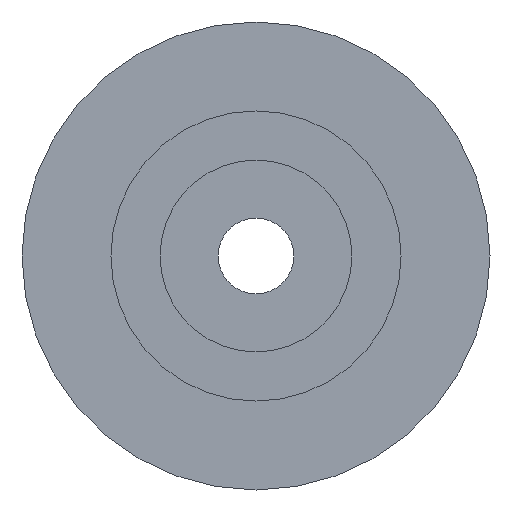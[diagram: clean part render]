
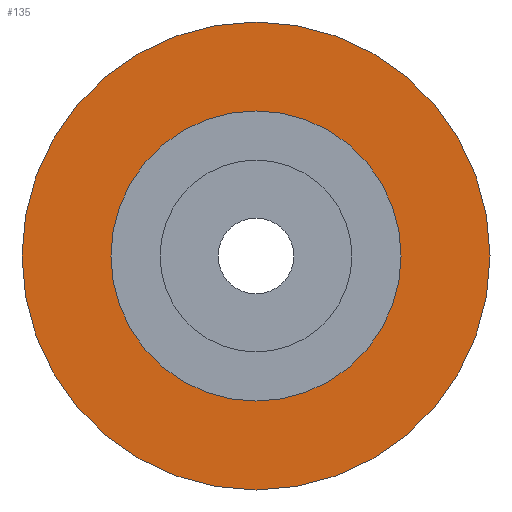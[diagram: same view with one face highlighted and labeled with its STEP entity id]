
A CAD part, left-side view. The second image highlights one B-rep face of the part: STEP entity #135.
In plain terms, the highlighted planar face has unit normal (-1, 0, 0).
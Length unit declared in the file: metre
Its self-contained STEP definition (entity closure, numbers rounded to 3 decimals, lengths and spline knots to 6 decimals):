
#108=CARTESIAN_POINT($,(-0.0055,0.,0.025));
#109=DIRECTION($,(1.,0.,0.));
#110=DIRECTION($,(0.,0.,-1.));
#111=AXIS2_PLACEMENT_3D($,#108,#109,#110);
#112=PLANE($,#111);
#113=DIRECTION($,(1.,0.,0.));
#114=DIRECTION($,(0.,0.,-1.));
#115=CARTESIAN_POINT($,(-0.0055,0.,0.));
#116=AXIS2_PLACEMENT_3D($,#115,#113,#114);
#117=CIRCLE($,#116,0.025);
#118=CARTESIAN_POINT($,(-0.0055,0.,-0.025));
#119=VERTEX_POINT('fictive',#118);
#120=EDGE_CURVE($,#119,#119,#117,.T.);
#121=ORIENTED_EDGE($,*,*,#120,.F.);
#122=EDGE_LOOP($,(#121));
#123=FACE_OUTER_BOUND($,#122,.T.);
#124=DIRECTION($,(-1.,0.,0.));
#125=DIRECTION($,(0.,0.,1.));
#126=CARTESIAN_POINT($,(-0.0055,0.,0.));
#127=AXIS2_PLACEMENT_3D($,#126,#124,#125);
#128=CIRCLE($,#127,0.0155);
#129=CARTESIAN_POINT($,(-0.0055,0.,0.0155));
#130=VERTEX_POINT('fictive',#129);
#131=EDGE_CURVE($,#130,#130,#128,.T.);
#132=ORIENTED_EDGE($,*,*,#131,.F.);
#133=EDGE_LOOP($,(#132));
#134=FACE_BOUND($,#133,.T.);
#135=ADVANCED_FACE($,(#123,#134),#112,.F.);
